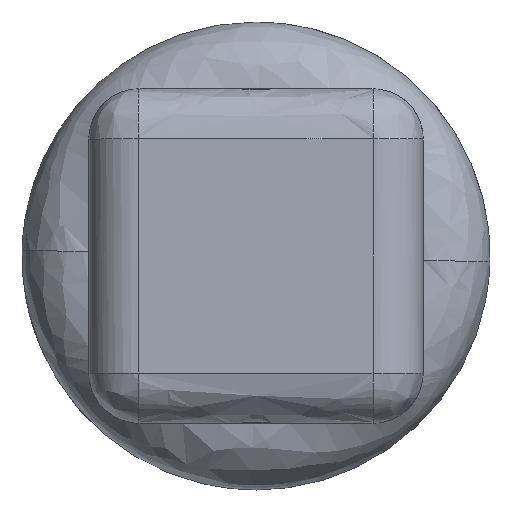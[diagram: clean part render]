
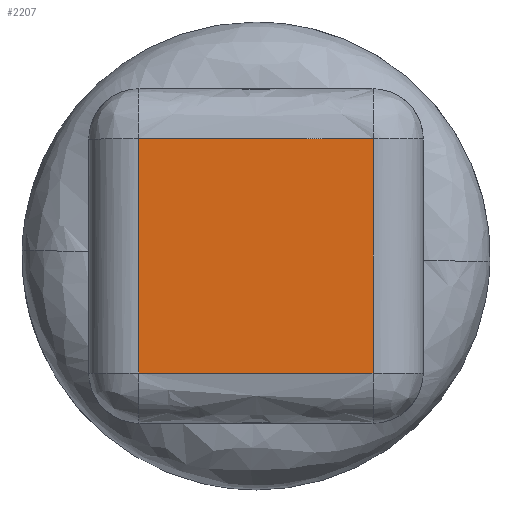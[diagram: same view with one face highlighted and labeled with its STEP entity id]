
A CAD part, front view. The second image highlights one B-rep face of the part: STEP entity #2207.
In plain terms, the highlighted free-form (B-spline) face has degree [1, 1] with [2, 2] control points.
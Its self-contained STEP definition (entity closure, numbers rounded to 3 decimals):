
#1784=CARTESIAN_POINT('',(7.,-8.,-7.));
#1785=VERTEX_POINT('',#1784);
#1808=CARTESIAN_POINT('',(7.,-8.,7.));
#1809=VERTEX_POINT('',#1808);
#1825=CARTESIAN_POINT('',(7.,-8.,-7.));
#1826=CARTESIAN_POINT('',(7.,-8.,7.));
#1827=QUASI_UNIFORM_CURVE('',1,(#1825,#1826),.UNSPECIFIED.,.F.,.U.);
#1828=EDGE_CURVE('',#1785,#1809,#1827,.T.);
#1969=CARTESIAN_POINT('',(-7.,-8.,7.));
#1970=VERTEX_POINT('',#1969);
#1986=CARTESIAN_POINT('',(7.,-8.,7.));
#1987=CARTESIAN_POINT('',(-7.,-8.,7.));
#1988=QUASI_UNIFORM_CURVE('',1,(#1986,#1987),.UNSPECIFIED.,.F.,.U.);
#1989=EDGE_CURVE('',#1809,#1970,#1988,.T.);
#2021=CARTESIAN_POINT('',(-7.,-8.,-7.));
#2022=VERTEX_POINT('',#2021);
#2023=CARTESIAN_POINT('',(-7.,-8.,-7.));
#2024=CARTESIAN_POINT('',(7.,-8.,-7.));
#2025=QUASI_UNIFORM_CURVE('',1,(#2023,#2024),.UNSPECIFIED.,.F.,.U.);
#2026=EDGE_CURVE('',#2022,#1785,#2025,.T.);
#2188=CARTESIAN_POINT('',(-7.,-8.,7.));
#2189=CARTESIAN_POINT('',(-7.,-8.,-7.));
#2190=QUASI_UNIFORM_CURVE('',1,(#2188,#2189),.UNSPECIFIED.,.F.,.U.);
#2191=EDGE_CURVE('',#1970,#2022,#2190,.T.);
#2196=CARTESIAN_POINT('',(-7.699,-8.,7.699));
#2197=CARTESIAN_POINT('',(7.699,-8.,7.699));
#2198=CARTESIAN_POINT('',(-7.699,-8.,-7.699));
#2199=CARTESIAN_POINT('',(7.699,-8.,-7.699));
#2200=B_SPLINE_SURFACE_WITH_KNOTS('',1,1,((#2196,#2198),(#2197,#2199)),.UNSPECIFIED.,.F.,.F.,.U.,(2,2),(2,2),(0.0,15.399),(0.0,15.399),.UNSPECIFIED.);
#2201=ORIENTED_EDGE('',*,*,#2026,.T.);
#2202=ORIENTED_EDGE('',*,*,#1828,.T.);
#2203=ORIENTED_EDGE('',*,*,#1989,.T.);
#2204=ORIENTED_EDGE('',*,*,#2191,.T.);
#2205=EDGE_LOOP('',(#2201,#2202,#2203,#2204));
#2206=FACE_OUTER_BOUND('',#2205,.T.);
#2207=ADVANCED_FACE('',(#2206),#2200,.F.);
